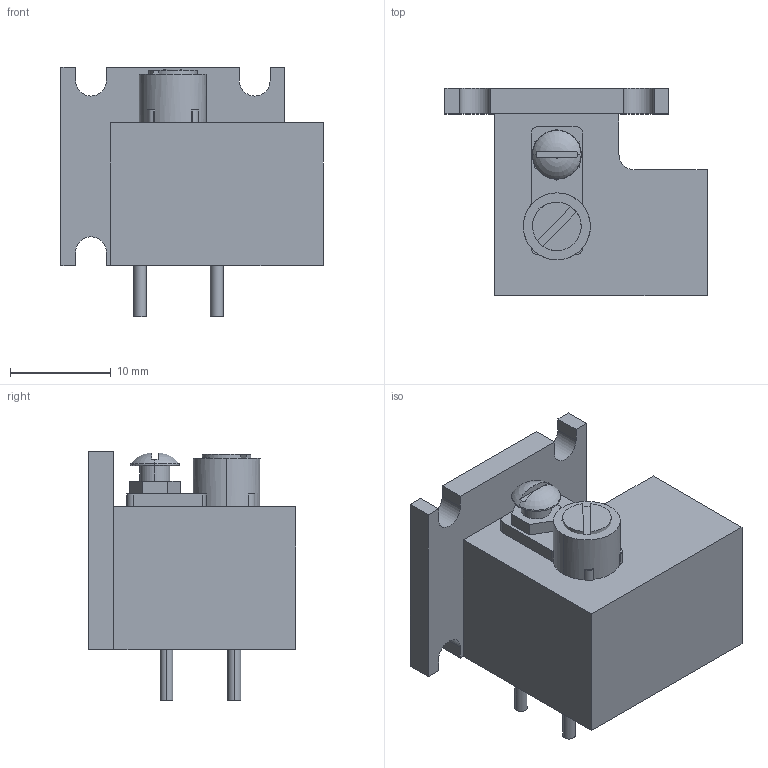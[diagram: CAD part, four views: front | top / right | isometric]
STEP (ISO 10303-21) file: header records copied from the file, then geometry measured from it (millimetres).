
FILE_DESCRIPTION (( 'STEP AP214' ), '1' );
FILE_NAME ('SSM-24307-S1-1, DF.STEP', '2019-07-25T23:15:29', ( '' ), ( '' ), 'SwSTEP 2.0', 'SolidWorks 2016', '' );
FILE_SCHEMA (( 'AUTOMOTIVE_DESIGN' ));
Length unit declared in the file: inch
Products named in the file (1): SSM-24307-S1-1, DF
Bounding box: 26.03 x 20.57 x 24.77 mm (x, y, z)
Volume: 6071.4 mm3; surface area: 2992.3 mm2
Topology: 2 solids, 2 shells, 113 faces, 298 edges, 198 vertices
Faces by surface type: plane 65, cylinder 42, torus 4, bspline 2
Entity records: 5667 total; most frequent: CARTESIAN_POINT 1384, ORIENTED_EDGE 596, DIRECTION 561, EDGE_CURVE 298, VERTEX_POINT 198, AXIS2_PLACEMENT_3D 190, VECTOR 181, LINE 181
